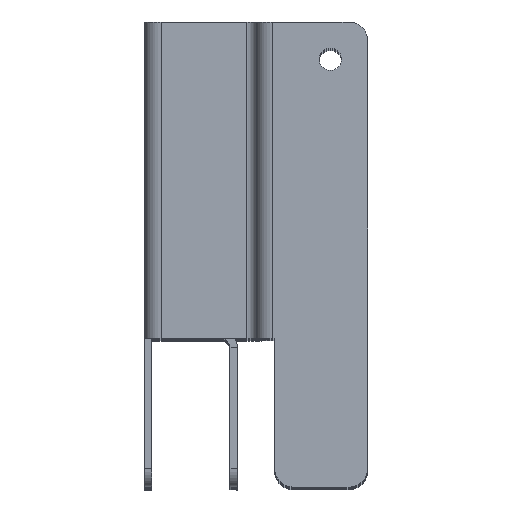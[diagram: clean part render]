
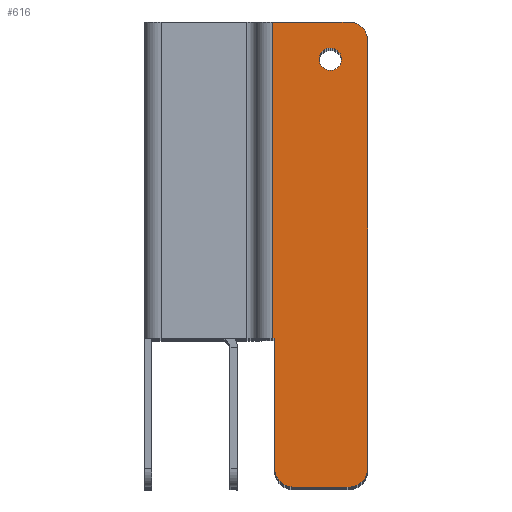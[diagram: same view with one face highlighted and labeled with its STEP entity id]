
A CAD part, top view. The second image highlights one B-rep face of the part: STEP entity #616.
In plain terms, the highlighted planar face has unit normal (0, 0, 1).
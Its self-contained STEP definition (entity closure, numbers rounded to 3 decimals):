
#15 = ORIENTED_EDGE ( 'NONE', *, *, #762, .T. ) ;
#16 = CARTESIAN_POINT ( 'NONE',  ( 0., 62.5, 30. ) ) ;
#85 = CARTESIAN_POINT ( 'NONE',  ( 25., -57.5, 30. ) ) ;
#86 = VERTEX_POINT ( 'NONE', #2189 ) ;
#96 = DIRECTION ( 'NONE',  ( -1., 0., 0. ) ) ;
#97 = DIRECTION ( 'NONE',  ( 0., 1., 0. ) ) ;
#101 = LINE ( 'NONE', #16, #630 ) ;
#108 = DIRECTION ( 'NONE',  ( 0., 0., 1. ) ) ;
#128 = EDGE_CURVE ( 'NONE', #1445, #2144, #783, .T. ) ;
#187 = EDGE_LOOP ( 'NONE', ( #1607, #489, #1461, #1905, #602, #2104, #2105, #806, #1588 ) ) ;
#192 = AXIS2_PLACEMENT_3D ( 'NONE', #1951, #108, #96 ) ;
#214 = CARTESIAN_POINT ( 'NONE',  ( 0., 62.5, 30. ) ) ;
#264 = VECTOR ( 'NONE', #1662, 1000. ) ;
#281 = DIRECTION ( 'NONE',  ( -1., 0., 0. ) ) ;
#282 = CARTESIAN_POINT ( 'NONE',  ( 10., -62.5, 30. ) ) ;
#305 = EDGE_CURVE ( 'NONE', #1469, #1282, #729, .T. ) ;
#333 = CIRCLE ( 'NONE', #1146, 5. ) ;
#384 = VERTEX_POINT ( 'NONE', #1266 ) ;
#489 = ORIENTED_EDGE ( 'NONE', *, *, #1506, .T. ) ;
#532 = EDGE_CURVE ( 'NONE', #2048, #384, #2351, .T. ) ;
#558 = AXIS2_PLACEMENT_3D ( 'NONE', #214, #1913, #2307 ) ;
#602 = ORIENTED_EDGE ( 'NONE', *, *, #798, .T. ) ;
#616 = ADVANCED_FACE ( 'NONE', ( #2332, #837 ), #1350, .F. ) ;
#626 = CARTESIAN_POINT ( 'NONE',  ( 0., -62.5, 30. ) ) ;
#630 = VECTOR ( 'NONE', #2066, 1000. ) ;
#651 = DIRECTION ( 'NONE',  ( 0., 0., -1. ) ) ;
#669 = CARTESIAN_POINT ( 'NONE',  ( 20., 52.5, 30. ) ) ;
#672 = VECTOR ( 'NONE', #97, 1000. ) ;
#685 = CARTESIAN_POINT ( 'NONE',  ( 4.5, -22.5, 30. ) ) ;
#696 = CARTESIAN_POINT ( 'NONE',  ( 30., 62.5, 30. ) ) ;
#729 = LINE ( 'NONE', #696, #264 ) ;
#762 = EDGE_CURVE ( 'NONE', #1370, #1656, #1423, .T. ) ;
#783 = LINE ( 'NONE', #1822, #672 ) ;
#798 = EDGE_CURVE ( 'NONE', #1299, #867, #1892, .T. ) ;
#806 = ORIENTED_EDGE ( 'NONE', *, *, #1598, .T. ) ;
#809 = CARTESIAN_POINT ( 'NONE',  ( 25., 57.5, 30. ) ) ;
#837 = FACE_OUTER_BOUND ( 'NONE', #187, .T. ) ;
#854 = DIRECTION ( 'NONE',  ( -1., 0., 0. ) ) ;
#867 = VERTEX_POINT ( 'NONE', #1944 ) ;
#872 = DIRECTION ( 'NONE',  ( 1., 0., 0. ) ) ;
#884 = CIRCLE ( 'NONE', #2285, 5. ) ;
#1089 = CIRCLE ( 'NONE', #192, 5. ) ;
#1145 = AXIS2_PLACEMENT_3D ( 'NONE', #2128, #2149, #1746 ) ;
#1146 = AXIS2_PLACEMENT_3D ( 'NONE', #809, #1926, #2108 ) ;
#1171 = EDGE_CURVE ( 'NONE', #2144, #86, #101, .T. ) ;
#1211 = VECTOR ( 'NONE', #872, 1000. ) ;
#1266 = CARTESIAN_POINT ( 'NONE',  ( 5., -57.5, 30. ) ) ;
#1268 = CIRCLE ( 'NONE', #1912, 3. ) ;
#1282 = VERTEX_POINT ( 'NONE', #2010 ) ;
#1299 = VERTEX_POINT ( 'NONE', #282 ) ;
#1350 = PLANE ( 'NONE',  #558 ) ;
#1370 = VERTEX_POINT ( 'NONE', #1985 ) ;
#1400 = DIRECTION ( 'NONE',  ( 0., 0., 1. ) ) ;
#1423 = CIRCLE ( 'NONE', #1145, 3. ) ;
#1431 = CARTESIAN_POINT ( 'NONE',  ( 30., 57.5, 30. ) ) ;
#1445 = VERTEX_POINT ( 'NONE', #685 ) ;
#1461 = ORIENTED_EDGE ( 'NONE', *, *, #532, .T. ) ;
#1469 = VERTEX_POINT ( 'NONE', #1431 ) ;
#1489 = DIRECTION ( 'NONE',  ( 0., -1., 0. ) ) ;
#1506 = EDGE_CURVE ( 'NONE', #1445, #2048, #2212, .T. ) ;
#1521 = CARTESIAN_POINT ( 'NONE',  ( 5., -62.5, 30. ) ) ;
#1586 = CARTESIAN_POINT ( 'NONE',  ( 5., -22.5, 30. ) ) ;
#1588 = ORIENTED_EDGE ( 'NONE', *, *, #1171, .F. ) ;
#1598 = EDGE_CURVE ( 'NONE', #1469, #86, #333, .T. ) ;
#1607 = ORIENTED_EDGE ( 'NONE', *, *, #128, .F. ) ;
#1621 = EDGE_LOOP ( 'NONE', ( #15, #1851 ) ) ;
#1656 = VERTEX_POINT ( 'NONE', #2124 ) ;
#1662 = DIRECTION ( 'NONE',  ( 0., -1., 0. ) ) ;
#1721 = EDGE_CURVE ( 'NONE', #384, #1299, #1089, .T. ) ;
#1746 = DIRECTION ( 'NONE',  ( -1., 0., 0. ) ) ;
#1799 = EDGE_CURVE ( 'NONE', #1656, #1370, #1268, .T. ) ;
#1807 = CARTESIAN_POINT ( 'NONE',  ( -28., -22.5, 30. ) ) ;
#1822 = CARTESIAN_POINT ( 'NONE',  ( 4.5, -22.5, 30. ) ) ;
#1843 = EDGE_CURVE ( 'NONE', #867, #1282, #884, .T. ) ;
#1851 = ORIENTED_EDGE ( 'NONE', *, *, #1799, .T. ) ;
#1864 = VECTOR ( 'NONE', #1937, 1000. ) ;
#1892 = LINE ( 'NONE', #626, #1864 ) ;
#1905 = ORIENTED_EDGE ( 'NONE', *, *, #1721, .T. ) ;
#1912 = AXIS2_PLACEMENT_3D ( 'NONE', #669, #651, #854 ) ;
#1913 = DIRECTION ( 'NONE',  ( 0., 0., -1. ) ) ;
#1926 = DIRECTION ( 'NONE',  ( 0., 0., 1. ) ) ;
#1937 = DIRECTION ( 'NONE',  ( 1., 0., 0. ) ) ;
#1944 = CARTESIAN_POINT ( 'NONE',  ( 25., -62.5, 30. ) ) ;
#1951 = CARTESIAN_POINT ( 'NONE',  ( 10., -57.5, 30. ) ) ;
#1980 = VECTOR ( 'NONE', #1489, 1000. ) ;
#1985 = CARTESIAN_POINT ( 'NONE',  ( 17., 52.5, 30. ) ) ;
#2010 = CARTESIAN_POINT ( 'NONE',  ( 30., -57.5, 30. ) ) ;
#2048 = VERTEX_POINT ( 'NONE', #1586 ) ;
#2051 = CARTESIAN_POINT ( 'NONE',  ( 4.5, 62.5, 30. ) ) ;
#2066 = DIRECTION ( 'NONE',  ( 1., 0., 0. ) ) ;
#2104 = ORIENTED_EDGE ( 'NONE', *, *, #1843, .T. ) ;
#2105 = ORIENTED_EDGE ( 'NONE', *, *, #305, .F. ) ;
#2108 = DIRECTION ( 'NONE',  ( -1., 0., 0. ) ) ;
#2124 = CARTESIAN_POINT ( 'NONE',  ( 23., 52.5, 30. ) ) ;
#2128 = CARTESIAN_POINT ( 'NONE',  ( 20., 52.5, 30. ) ) ;
#2144 = VERTEX_POINT ( 'NONE', #2051 ) ;
#2149 = DIRECTION ( 'NONE',  ( 0., 0., -1. ) ) ;
#2189 = CARTESIAN_POINT ( 'NONE',  ( 25., 62.5, 30. ) ) ;
#2212 = LINE ( 'NONE', #1807, #1211 ) ;
#2285 = AXIS2_PLACEMENT_3D ( 'NONE', #85, #1400, #281 ) ;
#2307 = DIRECTION ( 'NONE',  ( -1., 0., 0. ) ) ;
#2332 = FACE_BOUND ( 'NONE', #1621, .T. ) ;
#2351 = LINE ( 'NONE', #1521, #1980 ) ;
